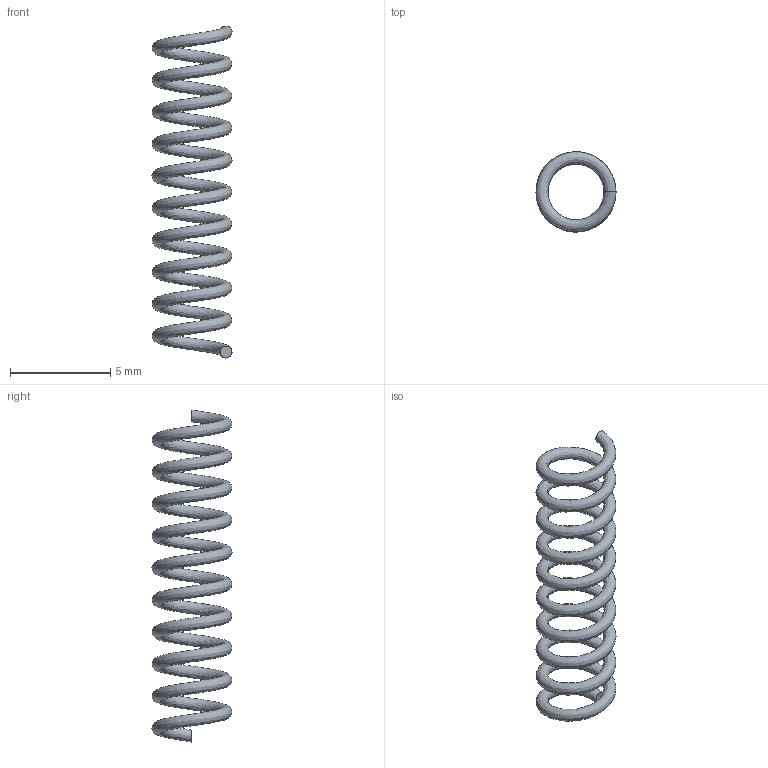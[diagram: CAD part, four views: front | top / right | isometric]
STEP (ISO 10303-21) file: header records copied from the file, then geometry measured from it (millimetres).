
FILE_DESCRIPTION(('FreeCAD Model'),'2;1');
FILE_NAME('extruder-spring.step', '2014-11-23T20:46:44',('FreeCAD'),('FreeCAD'), 'Open CASCADE STEP processor 6.7','FreeCAD','Unknown');
FILE_SCHEMA(('AUTOMOTIVE_DESIGN_CC2 { 1 2 10303 214 -1 1 5 4 }'));
Length unit declared in the file: millimetre
Products named in the file (1): Extruder-spring-final
Bounding box: 4 x 4 x 16.6 mm (x, y, z)
Volume: 30.2 mm3; surface area: 203 mm2
Topology: 1 solids, 1 shells, 3 faces, 3 edges, 2 vertices
Faces by surface type: plane 2, bspline 1
Entity records: 1181 total; most frequent: CARTESIAN_POINT 1100, DIRECTION 7, B_SPLINE_CURVE_WITH_KNOTS 7, ORIENTED_EDGE 6, PCURVE 6, DEFINITIONAL_REPRESENTATION 6, AXIS2_PLACEMENT_3D 3, ADVANCED_FACE 3
